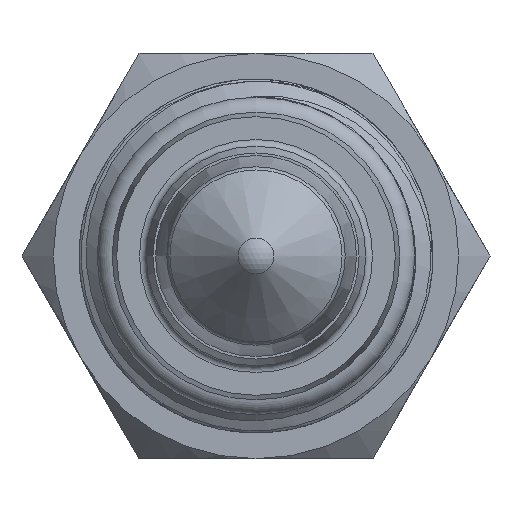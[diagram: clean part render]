
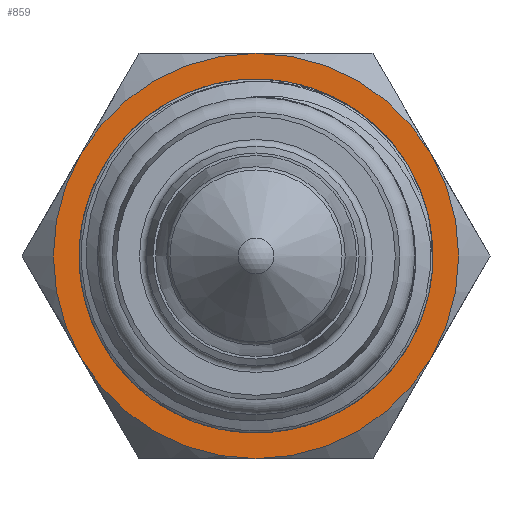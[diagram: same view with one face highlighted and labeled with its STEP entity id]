
A CAD part, left-side view. The second image highlights one B-rep face of the part: STEP entity #859.
In plain terms, the highlighted planar face has unit normal (-1, 0, 0).
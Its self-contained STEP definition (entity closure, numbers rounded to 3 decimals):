
#132=PLANE('',#965);
#180=FACE_BOUND('',#338,.T.);
#237=FACE_OUTER_BOUND('',#337,.T.);
#337=EDGE_LOOP('',(#729));
#338=EDGE_LOOP('',(#730));
#410=CIRCLE('',#962,12.);
#412=CIRCLE('',#966,9.315);
#478=VERTEX_POINT('',#6162);
#480=VERTEX_POINT('',#6168);
#570=EDGE_CURVE('',#478,#478,#410,.T.);
#572=EDGE_CURVE('',#480,#480,#412,.T.);
#729=ORIENTED_EDGE('',*,*,#570,.F.);
#730=ORIENTED_EDGE('',*,*,#572,.T.);
#859=ADVANCED_FACE('',(#237,#180),#132,.F.);
#962=AXIS2_PLACEMENT_3D('',#6163,#1158,#1159);
#965=AXIS2_PLACEMENT_3D('',#6167,#1164,#1165);
#966=AXIS2_PLACEMENT_3D('',#6169,#1166,#1167);
#1158=DIRECTION('center_axis',(1.,0.,0.));
#1159=DIRECTION('ref_axis',(0.,0.,-1.));
#1164=DIRECTION('center_axis',(1.,0.,0.));
#1165=DIRECTION('ref_axis',(0.,0.,-1.));
#1166=DIRECTION('center_axis',(1.,0.,0.));
#1167=DIRECTION('ref_axis',(0.,0.,-1.));
#6162=CARTESIAN_POINT('',(24.,10.392,6.));
#6163=CARTESIAN_POINT('Origin',(24.,0.,0.));
#6167=CARTESIAN_POINT('Origin',(24.,0.,-9.315));
#6168=CARTESIAN_POINT('',(24.,0.,-9.315));
#6169=CARTESIAN_POINT('Origin',(24.,0.,0.));
